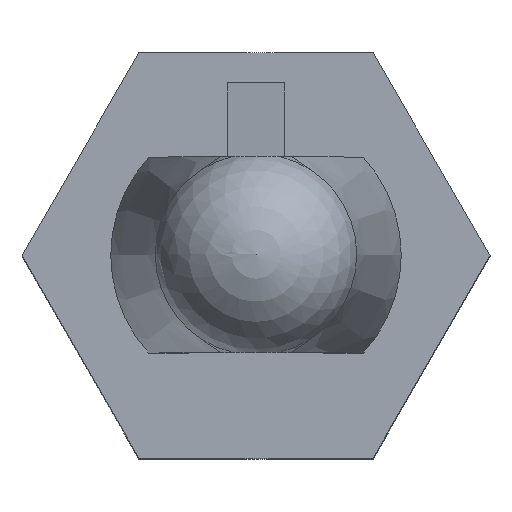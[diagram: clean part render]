
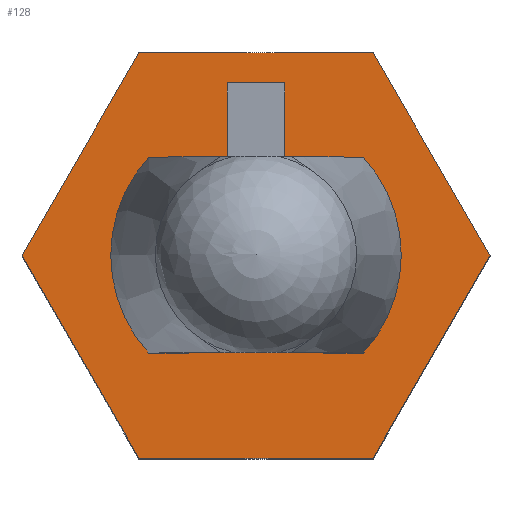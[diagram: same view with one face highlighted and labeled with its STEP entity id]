
A CAD part, top view. The second image highlights one B-rep face of the part: STEP entity #128.
In plain terms, the highlighted planar face has unit normal (0, 0, 1).
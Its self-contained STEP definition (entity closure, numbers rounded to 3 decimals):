
#128 = ADVANCED_FACE( '', ( #263, #264, #265 ), #266, .F. );
#263 = FACE_BOUND( '', #399, .T. );
#264 = FACE_BOUND( '', #400, .T. );
#265 = FACE_OUTER_BOUND( '', #401, .T. );
#266 = PLANE( '', #402 );
#399 = EDGE_LOOP( '', ( #688, #689, #690, #691 ) );
#400 = EDGE_LOOP( '', ( #692, #693, #694, #695 ) );
#401 = EDGE_LOOP( '', ( #696, #697, #698, #699, #700, #701 ) );
#402 = AXIS2_PLACEMENT_3D( '', #702, #703, #704 );
#688 = ORIENTED_EDGE( '', *, *, #904, .T. );
#689 = ORIENTED_EDGE( '', *, *, #782, .T. );
#690 = ORIENTED_EDGE( '', *, *, #899, .T. );
#691 = ORIENTED_EDGE( '', *, *, #837, .T. );
#692 = ORIENTED_EDGE( '', *, *, #828, .T. );
#693 = ORIENTED_EDGE( '', *, *, #897, .T. );
#694 = ORIENTED_EDGE( '', *, *, #807, .F. );
#695 = ORIENTED_EDGE( '', *, *, #905, .T. );
#696 = ORIENTED_EDGE( '', *, *, #872, .F. );
#697 = ORIENTED_EDGE( '', *, *, #906, .F. );
#698 = ORIENTED_EDGE( '', *, *, #907, .F. );
#699 = ORIENTED_EDGE( '', *, *, #844, .F. );
#700 = ORIENTED_EDGE( '', *, *, #818, .F. );
#701 = ORIENTED_EDGE( '', *, *, #859, .F. );
#702 = CARTESIAN_POINT( '', ( 0., 0., 10. ) );
#703 = DIRECTION( '', ( 0., 0., -1. ) );
#704 = DIRECTION( '', ( -1., 0., 0. ) );
#782 = EDGE_CURVE( '', #922, #919, #923, .T. );
#807 = EDGE_CURVE( '', #963, #959, #965, .T. );
#818 = EDGE_CURVE( '', #980, #982, #983, .T. );
#828 = EDGE_CURVE( '', #999, #997, #1000, .T. );
#837 = EDGE_CURVE( '', #1014, #1015, #1016, .T. );
#844 = EDGE_CURVE( '', #982, #1027, #1028, .T. );
#859 = EDGE_CURVE( '', #1047, #980, #1049, .T. );
#872 = EDGE_CURVE( '', #1063, #1047, #1065, .T. );
#897 = EDGE_CURVE( '', #997, #959, #1094, .T. );
#899 = EDGE_CURVE( '', #919, #1014, #1096, .T. );
#904 = EDGE_CURVE( '', #1015, #922, #1102, .T. );
#905 = EDGE_CURVE( '', #963, #999, #1103, .T. );
#906 = EDGE_CURVE( '', #1104, #1063, #1105, .T. );
#907 = EDGE_CURVE( '', #1027, #1104, #1106, .T. );
#919 = VERTEX_POINT( '', #1118 );
#922 = VERTEX_POINT( '', #1122 );
#923 = LINE( '', #1123, #1124 );
#959 = VERTEX_POINT( '', #1168 );
#963 = VERTEX_POINT( '', #1174 );
#965 = LINE( '', #1177, #1178 );
#980 = VERTEX_POINT( '', #1198 );
#982 = VERTEX_POINT( '', #1201 );
#983 = LINE( '', #1202, #1203 );
#997 = VERTEX_POINT( '', #1222 );
#999 = VERTEX_POINT( '', #1227 );
#1000 = CIRCLE( '', #1228, 2. );
#1014 = VERTEX_POINT( '', #1249 );
#1015 = VERTEX_POINT( '', #1250 );
#1016 = CIRCLE( '', #1251, 2. );
#1027 = VERTEX_POINT( '', #1269 );
#1028 = LINE( '', #1270, #1271 );
#1047 = VERTEX_POINT( '', #1296 );
#1049 = LINE( '', #1299, #1300 );
#1063 = VERTEX_POINT( '', #1339 );
#1065 = LINE( '', #1342, #1343 );
#1094 = LINE( '', #1382, #1383 );
#1096 = LINE( '', #1396, #1397 );
#1102 = LINE( '', #1405, #1406 );
#1103 = LINE( '', #1407, #1408 );
#1104 = VERTEX_POINT( '', #1409 );
#1105 = LINE( '', #1410, #1411 );
#1106 = LINE( '', #1412, #1413 );
#1118 = CARTESIAN_POINT( '', ( 1., 1.45, 10. ) );
#1122 = CARTESIAN_POINT( '', ( 1., -1.45, 10. ) );
#1123 = CARTESIAN_POINT( '', ( 1., -1.45, 10. ) );
#1124 = VECTOR( '', #1438, 1000. );
#1168 = CARTESIAN_POINT( '', ( -1., 1.45, 10. ) );
#1174 = CARTESIAN_POINT( '', ( -1., -1.45, 10. ) );
#1177 = CARTESIAN_POINT( '', ( -1., -1.45, 10. ) );
#1178 = VECTOR( '', #1471, 1000. );
#1198 = CARTESIAN_POINT( '', ( -1.732, -3., 10. ) );
#1201 = CARTESIAN_POINT( '', ( -3.464, 0., 10. ) );
#1202 = CARTESIAN_POINT( '', ( -3.464, 0., 10. ) );
#1203 = VECTOR( '', #1481, 1000. );
#1222 = CARTESIAN_POINT( '', ( -1.377, 1.45, 10. ) );
#1227 = CARTESIAN_POINT( '', ( -1.377, -1.45, 10. ) );
#1228 = AXIS2_PLACEMENT_3D( '', #1490, #1491, #1492 );
#1249 = CARTESIAN_POINT( '', ( 1.377, 1.45, 10. ) );
#1250 = CARTESIAN_POINT( '', ( 1.377, -1.45, 10. ) );
#1251 = AXIS2_PLACEMENT_3D( '', #1500, #1501, #1502 );
#1269 = CARTESIAN_POINT( '', ( -1.732, 3., 10. ) );
#1270 = CARTESIAN_POINT( '', ( -1.732, 3., 10. ) );
#1271 = VECTOR( '', #1510, 1000. );
#1296 = CARTESIAN_POINT( '', ( 1.732, -3., 10. ) );
#1299 = CARTESIAN_POINT( '', ( 1.732, -3., 10. ) );
#1300 = VECTOR( '', #1524, 1000. );
#1339 = CARTESIAN_POINT( '', ( 3.464, 0., 10. ) );
#1342 = CARTESIAN_POINT( '', ( 3.464, 0., 10. ) );
#1343 = VECTOR( '', #1535, 1000. );
#1382 = CARTESIAN_POINT( '', ( -2.15, 1.45, 10. ) );
#1383 = VECTOR( '', #1561, 1000. );
#1396 = CARTESIAN_POINT( '', ( -2.15, 1.45, 10. ) );
#1397 = VECTOR( '', #1562, 1000. );
#1405 = CARTESIAN_POINT( '', ( 2.15, -1.45, 10. ) );
#1406 = VECTOR( '', #1565, 1000. );
#1407 = CARTESIAN_POINT( '', ( 2.15, -1.45, 10. ) );
#1408 = VECTOR( '', #1566, 1000. );
#1409 = CARTESIAN_POINT( '', ( 1.732, 3., 10. ) );
#1410 = CARTESIAN_POINT( '', ( 1.732, 3., 10. ) );
#1411 = VECTOR( '', #1567, 1000. );
#1412 = CARTESIAN_POINT( '', ( -1.732, 3., 10. ) );
#1413 = VECTOR( '', #1568, 1000. );
#1438 = DIRECTION( '', ( 0., 1., 0. ) );
#1471 = DIRECTION( '', ( 0., 1., 0. ) );
#1481 = DIRECTION( '', ( -0.5, 0.866, 0. ) );
#1490 = CARTESIAN_POINT( '', ( 0., 0., 10. ) );
#1491 = DIRECTION( '', ( 0., 0., -1. ) );
#1492 = DIRECTION( '', ( -1., 0., 0. ) );
#1500 = CARTESIAN_POINT( '', ( 0., 0., 10. ) );
#1501 = DIRECTION( '', ( 0., 0., -1. ) );
#1502 = DIRECTION( '', ( -1., 0., 0. ) );
#1510 = DIRECTION( '', ( 0.5, 0.866, 0. ) );
#1524 = DIRECTION( '', ( -1., 0., 0. ) );
#1535 = DIRECTION( '', ( -0.5, -0.866, 0. ) );
#1561 = DIRECTION( '', ( 1., 0., 0. ) );
#1562 = DIRECTION( '', ( 1., 0., 0. ) );
#1565 = DIRECTION( '', ( -1., 0., 0. ) );
#1566 = DIRECTION( '', ( -1., 0., 0. ) );
#1567 = DIRECTION( '', ( 0.5, -0.866, 0. ) );
#1568 = DIRECTION( '', ( 1., 0., 0. ) );
